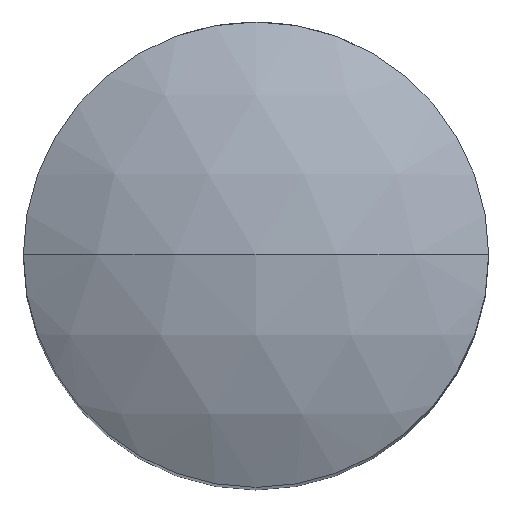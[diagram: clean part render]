
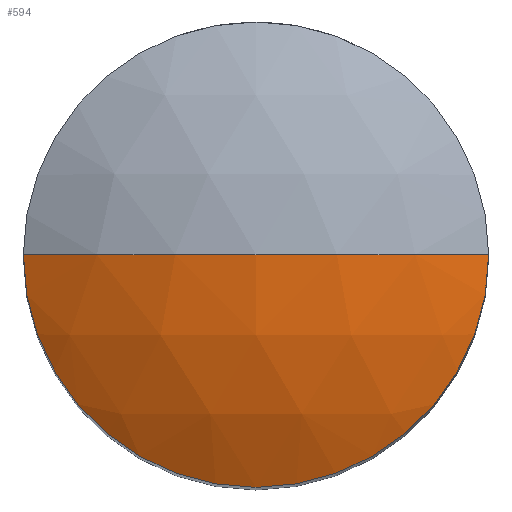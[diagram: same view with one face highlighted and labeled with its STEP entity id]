
A CAD part, top view. The second image highlights one B-rep face of the part: STEP entity #594.
In plain terms, the highlighted spherical face has radius 4 mm.
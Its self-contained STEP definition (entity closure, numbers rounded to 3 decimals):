
#6 = EDGE_CURVE ( 'NONE', #122, #102, #277, .T. ) ;
#102 = VERTEX_POINT ( 'NONE', #245 ) ;
#108 = AXIS2_PLACEMENT_3D ( 'NONE', #695, #192, #750 ) ;
#119 = AXIS2_PLACEMENT_3D ( 'NONE', #724, #726, #698 ) ;
#122 = VERTEX_POINT ( 'NONE', #171 ) ;
#123 = EDGE_LOOP ( 'NONE', ( #799, #810, #746 ) ) ;
#154 = AXIS2_PLACEMENT_3D ( 'NONE', #574, #197, #635 ) ;
#171 = CARTESIAN_POINT ( 'NONE',  ( 2., 0., 6.964 ) ) ;
#184 = FACE_OUTER_BOUND ( 'NONE', #123, .T. ) ;
#192 = DIRECTION ( 'NONE',  ( 0., -1., 0. ) ) ;
#197 = DIRECTION ( 'NONE',  ( 0., -1., 0. ) ) ;
#225 = EDGE_CURVE ( 'NONE', #831, #122, #570, .T. ) ;
#235 = CARTESIAN_POINT ( 'NONE',  ( 0., 0., 3.5 ) ) ;
#245 = CARTESIAN_POINT ( 'NONE',  ( -2., 0., 6.964 ) ) ;
#277 = CIRCLE ( 'NONE', #119, 2. ) ;
#302 = DIRECTION ( 'NONE',  ( 0., 0., 1. ) ) ;
#361 = SPHERICAL_SURFACE ( 'NONE', #108, 4. ) ;
#459 = CARTESIAN_POINT ( 'NONE',  ( 0., 0., 7.5 ) ) ;
#563 = AXIS2_PLACEMENT_3D ( 'NONE', #235, #672, #302 ) ;
#570 = CIRCLE ( 'NONE', #563, 4. ) ;
#574 = CARTESIAN_POINT ( 'NONE',  ( 0., 0., 3.5 ) ) ;
#594 = ADVANCED_FACE ( 'NONE', ( #184 ), #361, .T. ) ;
#618 = EDGE_CURVE ( 'NONE', #831, #102, #739, .T. ) ;
#635 = DIRECTION ( 'NONE',  ( 1., 0., 0. ) ) ;
#672 = DIRECTION ( 'NONE',  ( 0., 1., 0. ) ) ;
#695 = CARTESIAN_POINT ( 'NONE',  ( 0., 0., 3.5 ) ) ;
#698 = DIRECTION ( 'NONE',  ( -1., 0., 0. ) ) ;
#724 = CARTESIAN_POINT ( 'NONE',  ( 0., 0., 6.964 ) ) ;
#726 = DIRECTION ( 'NONE',  ( 0., 0., -1. ) ) ;
#739 = CIRCLE ( 'NONE', #154, 4. ) ;
#746 = ORIENTED_EDGE ( 'NONE', *, *, #6, .F. ) ;
#750 = DIRECTION ( 'NONE',  ( 1., 0., 0. ) ) ;
#799 = ORIENTED_EDGE ( 'NONE', *, *, #225, .F. ) ;
#810 = ORIENTED_EDGE ( 'NONE', *, *, #618, .T. ) ;
#831 = VERTEX_POINT ( 'NONE', #459 ) ;
